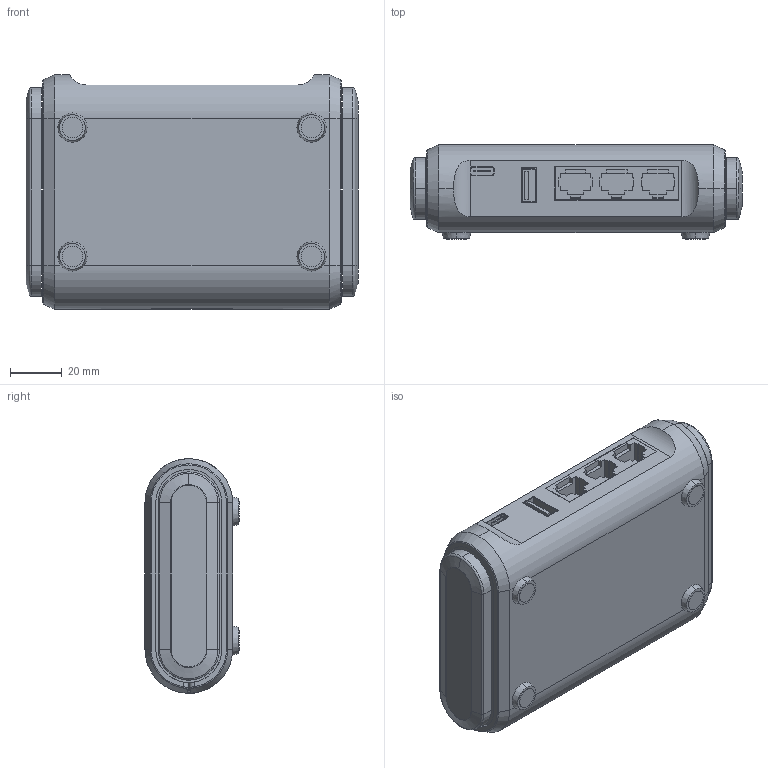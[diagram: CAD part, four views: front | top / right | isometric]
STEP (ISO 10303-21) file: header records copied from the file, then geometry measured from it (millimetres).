
FILE_DESCRIPTION (( 'STEP AP214' ), '1' );
FILE_NAME ('GL iNet AX18000 Wireless Router.STEP', '2023-10-27T12:49:52', ( '' ), ( '' ), 'SwSTEP 2.0', 'SolidWorks 2022', '' );
FILE_SCHEMA (( 'AUTOMOTIVE_DESIGN' ));
Length unit declared in the file: millimetre
Products named in the file (1): GL iNet AX18000 Wireless Router
Bounding box: 128.75 x 36.5 x 90.99 mm (x, y, z)
Volume: 332115.3 mm3; surface area: 50138.6 mm2
Topology: 13 solids, 13 shells, 346 faces, 867 edges, 552 vertices
Faces by surface type: plane 206, cylinder 79, cone 25, torus 22, bspline 14
Entity records: 11380 total; most frequent: CARTESIAN_POINT 2876, ORIENTED_EDGE 1734, DIRECTION 1688, EDGE_CURVE 867, LINE 592, VECTOR 592, VERTEX_POINT 552, AXIS2_PLACEMENT_3D 548
